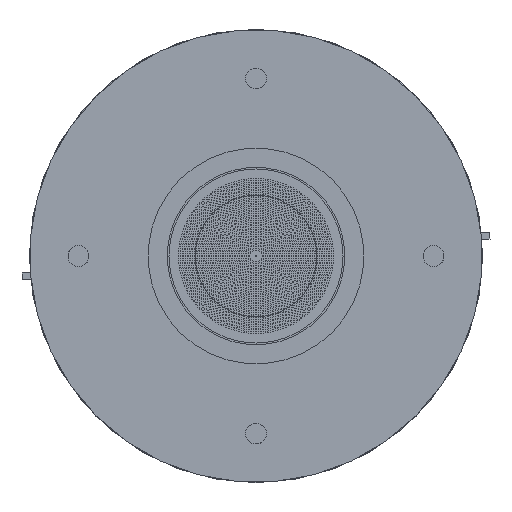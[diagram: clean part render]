
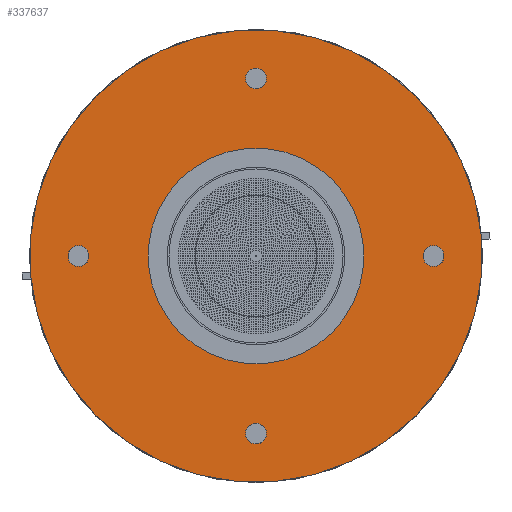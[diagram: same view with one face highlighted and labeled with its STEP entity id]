
A CAD part, top view. The second image highlights one B-rep face of the part: STEP entity #337637.
In plain terms, the highlighted planar face has unit normal (0, -0.002, 1).
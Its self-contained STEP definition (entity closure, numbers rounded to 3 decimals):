
#615 = AXIS2_PLACEMENT_3D ( 'NONE', #305644, #273663, #333821 ) ;
#831 = VERTEX_POINT ( 'NONE', #332354 ) ;
#5297 = ORIENTED_EDGE ( 'NONE', *, *, #151762, .F. ) ;
#10962 = FACE_BOUND ( 'NONE', #271068, .T. ) ;
#13478 = DIRECTION ( 'NONE',  ( 0.707, -0.707, -0.001 ) ) ;
#14768 = CARTESIAN_POINT ( 'NONE',  ( -21.92, 21.98, 8.85 ) ) ;
#15665 = DIRECTION ( 'NONE',  ( 0.707, -0.707, -0.001 ) ) ;
#17055 = EDGE_LOOP ( 'NONE', ( #124158, #222649 ) ) ;
#17691 = VERTEX_POINT ( 'NONE', #370770 ) ;
#29043 = DIRECTION ( 'NONE',  ( 0., -0.002, 1. ) ) ;
#30845 = AXIS2_PLACEMENT_3D ( 'NONE', #347734, #38895, #264889 ) ;
#31644 = VERTEX_POINT ( 'NONE', #184614 ) ;
#35573 = EDGE_CURVE ( 'NONE', #59080, #31644, #151016, .T. ) ;
#36145 = EDGE_CURVE ( 'NONE', #31644, #59080, #96389, .T. ) ;
#38895 = DIRECTION ( 'NONE',  ( 0., -0.002, 1. ) ) ;
#45111 = VERTEX_POINT ( 'NONE', #147202 ) ;
#52583 = DIRECTION ( 'NONE',  ( 0., -0.002, 1. ) ) ;
#52790 = DIRECTION ( 'NONE',  ( 0., -0.002, 1. ) ) ;
#54144 = CIRCLE ( 'NONE', #258693, 3. ) ;
#59080 = VERTEX_POINT ( 'NONE', #117554 ) ;
#66380 = DIRECTION ( 'NONE',  ( 0.707, -0.707, -0.001 ) ) ;
#78199 = DIRECTION ( 'NONE',  ( 0., -0.002, 1. ) ) ;
#89438 = EDGE_CURVE ( 'NONE', #349311, #831, #221558, .T. ) ;
#94633 = VERTEX_POINT ( 'NONE', #125335 ) ;
#96389 = CIRCLE ( 'NONE', #276805, 3. ) ;
#100235 = VERTEX_POINT ( 'NONE', #14768 ) ;
#107447 = CIRCLE ( 'NONE', #209579, 65. ) ;
#113103 = EDGE_CURVE ( 'NONE', #145271, #320998, #107447, .T. ) ;
#113771 = CARTESIAN_POINT ( 'NONE',  ( 0., 0.06, 8.808 ) ) ;
#114973 = CIRCLE ( 'NONE', #229339, 31. ) ;
#117440 = DIRECTION ( 'NONE',  ( 0.707, -0.707, -0.001 ) ) ;
#117554 = CARTESIAN_POINT ( 'NONE',  ( 2.121, 48.939, 8.901 ) ) ;
#118254 = DIRECTION ( 'NONE',  ( 0.707, -0.707, -0.001 ) ) ;
#124158 = ORIENTED_EDGE ( 'NONE', *, *, #355327, .F. ) ;
#124752 = VERTEX_POINT ( 'NONE', #344833 ) ;
#125335 = CARTESIAN_POINT ( 'NONE',  ( -2.121, -48.819, 8.715 ) ) ;
#125814 = FACE_BOUND ( 'NONE', #220264, .T. ) ;
#127870 = ORIENTED_EDGE ( 'NONE', *, *, #36145, .F. ) ;
#128432 = EDGE_CURVE ( 'NONE', #124752, #45111, #296777, .T. ) ;
#133071 = AXIS2_PLACEMENT_3D ( 'NONE', #212046, #276014, #326916 ) ;
#133517 = CARTESIAN_POINT ( 'NONE',  ( 51., 0.06, 8.808 ) ) ;
#134317 = AXIS2_PLACEMENT_3D ( 'NONE', #169254, #171112, #118254 ) ;
#136329 = CARTESIAN_POINT ( 'NONE',  ( 0., 0.06, 8.808 ) ) ;
#138153 = AXIS2_PLACEMENT_3D ( 'NONE', #336143, #78199, #338013 ) ;
#139371 = DIRECTION ( 'NONE',  ( 0.707, -0.707, -0.001 ) ) ;
#142746 = AXIS2_PLACEMENT_3D ( 'NONE', #241436, #301644, #13478 ) ;
#145271 = VERTEX_POINT ( 'NONE', #309215 ) ;
#147202 = CARTESIAN_POINT ( 'NONE',  ( -48.879, -2.061, 8.804 ) ) ;
#151016 = CIRCLE ( 'NONE', #615, 3. ) ;
#151762 = EDGE_CURVE ( 'NONE', #94633, #270027, #184951, .T. ) ;
#154239 = CARTESIAN_POINT ( 'NONE',  ( 45.962, -45.902, 8.72 ) ) ;
#159387 = EDGE_LOOP ( 'NONE', ( #248265, #209038 ) ) ;
#159840 = EDGE_LOOP ( 'NONE', ( #280925, #353348 ) ) ;
#165520 = CARTESIAN_POINT ( 'NONE',  ( 0., 0.06, 8.808 ) ) ;
#168919 = EDGE_CURVE ( 'NONE', #270027, #94633, #186951, .T. ) ;
#169254 = CARTESIAN_POINT ( 'NONE',  ( -51., 0.06, 8.808 ) ) ;
#171112 = DIRECTION ( 'NONE',  ( 0., -0.002, 1. ) ) ;
#184614 = CARTESIAN_POINT ( 'NONE',  ( -2.121, 53.181, 8.909 ) ) ;
#184951 = CIRCLE ( 'NONE', #142746, 3. ) ;
#186951 = CIRCLE ( 'NONE', #30845, 3. ) ;
#188935 = DIRECTION ( 'NONE',  ( 0., -0.002, 1. ) ) ;
#201347 = EDGE_CURVE ( 'NONE', #320998, #145271, #261689, .T. ) ;
#209038 = ORIENTED_EDGE ( 'NONE', *, *, #89438, .F. ) ;
#209579 = AXIS2_PLACEMENT_3D ( 'NONE', #136329, #224904, #258692 ) ;
#211290 = DIRECTION ( 'NONE',  ( 0., -0.002, 1. ) ) ;
#212046 = CARTESIAN_POINT ( 'NONE',  ( 51., 0.06, 8.808 ) ) ;
#220264 = EDGE_LOOP ( 'NONE', ( #228014, #233856 ) ) ;
#221558 = CIRCLE ( 'NONE', #245708, 3. ) ;
#222649 = ORIENTED_EDGE ( 'NONE', *, *, #263243, .F. ) ;
#224904 = DIRECTION ( 'NONE',  ( 0., -0.002, 1. ) ) ;
#227722 = DIRECTION ( 'NONE',  ( 0.707, -0.707, -0.001 ) ) ;
#228014 = ORIENTED_EDGE ( 'NONE', *, *, #320796, .F. ) ;
#229339 = AXIS2_PLACEMENT_3D ( 'NONE', #165520, #52583, #227722 ) ;
#233856 = ORIENTED_EDGE ( 'NONE', *, *, #128432, .F. ) ;
#234286 = AXIS2_PLACEMENT_3D ( 'NONE', #294302, #211290, #66380 ) ;
#237308 = EDGE_CURVE ( 'NONE', #831, #349311, #295590, .T. ) ;
#241436 = CARTESIAN_POINT ( 'NONE',  ( 0., -50.94, 8.71 ) ) ;
#244333 = ORIENTED_EDGE ( 'NONE', *, *, #168919, .F. ) ;
#245708 = AXIS2_PLACEMENT_3D ( 'NONE', #133517, #331339, #271182 ) ;
#248265 = ORIENTED_EDGE ( 'NONE', *, *, #237308, .F. ) ;
#258692 = DIRECTION ( 'NONE',  ( 0.707, -0.707, -0.001 ) ) ;
#258693 = AXIS2_PLACEMENT_3D ( 'NONE', #273742, #188935, #15665 ) ;
#261689 = CIRCLE ( 'NONE', #297974, 65. ) ;
#263243 = EDGE_CURVE ( 'NONE', #100235, #17691, #270572, .T. ) ;
#264889 = DIRECTION ( 'NONE',  ( 0.707, -0.707, -0.001 ) ) ;
#269028 = FACE_OUTER_BOUND ( 'NONE', #159840, .T. ) ;
#270027 = VERTEX_POINT ( 'NONE', #340442 ) ;
#270572 = CIRCLE ( 'NONE', #234286, 31. ) ;
#271068 = EDGE_LOOP ( 'NONE', ( #321958, #127870 ) ) ;
#271182 = DIRECTION ( 'NONE',  ( 0.707, -0.707, -0.001 ) ) ;
#273663 = DIRECTION ( 'NONE',  ( 0., -0.002, 1. ) ) ;
#273742 = CARTESIAN_POINT ( 'NONE',  ( -51., 0.06, 8.808 ) ) ;
#276014 = DIRECTION ( 'NONE',  ( 0., -0.002, 1. ) ) ;
#276805 = AXIS2_PLACEMENT_3D ( 'NONE', #310758, #52790, #139371 ) ;
#278537 = EDGE_LOOP ( 'NONE', ( #244333, #5297 ) ) ;
#279727 = PLANE ( 'NONE',  #138153 ) ;
#280239 = CARTESIAN_POINT ( 'NONE',  ( 48.879, 2.181, 8.812 ) ) ;
#280925 = ORIENTED_EDGE ( 'NONE', *, *, #113103, .T. ) ;
#294302 = CARTESIAN_POINT ( 'NONE',  ( 0., 0.06, 8.808 ) ) ;
#295590 = CIRCLE ( 'NONE', #133071, 3. ) ;
#296777 = CIRCLE ( 'NONE', #134317, 3. ) ;
#297974 = AXIS2_PLACEMENT_3D ( 'NONE', #113771, #29043, #117440 ) ;
#301644 = DIRECTION ( 'NONE',  ( 0., -0.002, 1. ) ) ;
#304255 = FACE_BOUND ( 'NONE', #159387, .T. ) ;
#305644 = CARTESIAN_POINT ( 'NONE',  ( 0., 51.06, 8.905 ) ) ;
#309215 = CARTESIAN_POINT ( 'NONE',  ( -45.962, 46.022, 8.896 ) ) ;
#310758 = CARTESIAN_POINT ( 'NONE',  ( 0., 51.06, 8.905 ) ) ;
#320796 = EDGE_CURVE ( 'NONE', #45111, #124752, #54144, .T. ) ;
#320998 = VERTEX_POINT ( 'NONE', #154239 ) ;
#321958 = ORIENTED_EDGE ( 'NONE', *, *, #35573, .F. ) ;
#325534 = FACE_BOUND ( 'NONE', #278537, .T. ) ;
#326916 = DIRECTION ( 'NONE',  ( 0.707, -0.707, -0.001 ) ) ;
#331339 = DIRECTION ( 'NONE',  ( 0., -0.002, 1. ) ) ;
#332354 = CARTESIAN_POINT ( 'NONE',  ( 53.121, -2.061, 8.804 ) ) ;
#333821 = DIRECTION ( 'NONE',  ( 0.707, -0.707, -0.001 ) ) ;
#336143 = CARTESIAN_POINT ( 'NONE',  ( 0., 0.06, 8.808 ) ) ;
#337637 = ADVANCED_FACE ( 'NONE', ( #269028, #10962, #125814, #325534, #304255, #366219 ), #279727, .T. ) ;
#338013 = DIRECTION ( 'NONE',  ( -1., 0., 0. ) ) ;
#340442 = CARTESIAN_POINT ( 'NONE',  ( 2.121, -53.061, 8.706 ) ) ;
#344833 = CARTESIAN_POINT ( 'NONE',  ( -53.121, 2.181, 8.812 ) ) ;
#347734 = CARTESIAN_POINT ( 'NONE',  ( 0., -50.94, 8.71 ) ) ;
#349311 = VERTEX_POINT ( 'NONE', #280239 ) ;
#353348 = ORIENTED_EDGE ( 'NONE', *, *, #201347, .T. ) ;
#355327 = EDGE_CURVE ( 'NONE', #17691, #100235, #114973, .T. ) ;
#366219 = FACE_BOUND ( 'NONE', #17055, .T. ) ;
#370770 = CARTESIAN_POINT ( 'NONE',  ( 21.92, -21.86, 8.766 ) ) ;
